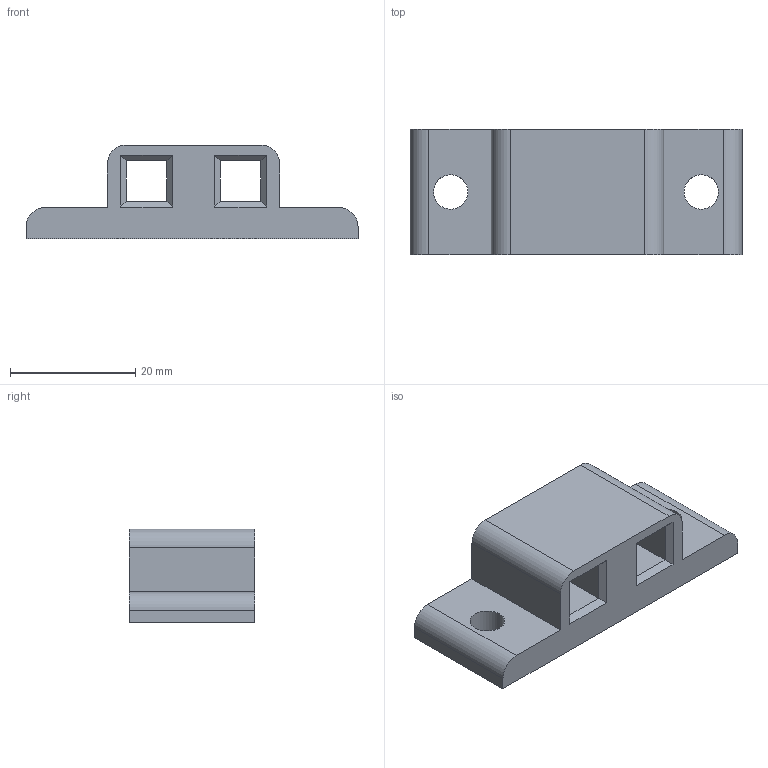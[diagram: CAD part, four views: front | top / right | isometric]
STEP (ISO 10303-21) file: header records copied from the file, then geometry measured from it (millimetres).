
FILE_DESCRIPTION(('FreeCAD Model'),'2;1');
FILE_NAME('Y_TensiorBlock.step', '2019-06-23T17:45:12',('Author'),(''), 'Open CASCADE STEP processor 7.2','FreeCAD','Unknown');
FILE_SCHEMA(('AUTOMOTIVE_DESIGN { 1 0 10303 214 1 1 1 1 }'));
Length unit declared in the file: millimetre
Products named in the file (1): Y_TensiorBlock
Bounding box: 53 x 20 x 15 mm (x, y, z)
Volume: 8671.9 mm3; surface area: 4580.8 mm2
Topology: 1 solids, 1 shells, 40 faces, 98 edges, 60 vertices
Faces by surface type: plane 34, cylinder 6
Full cylindrical faces by diameter (mm): 5.5 x2
Entity records: 2465 total; most frequent: CARTESIAN_POINT 423, DIRECTION 380, LINE 266, VECTOR 266, ORIENTED_EDGE 196, PCURVE 196, DEFINITIONAL_REPRESENTATION 196, EDGE_CURVE 98
